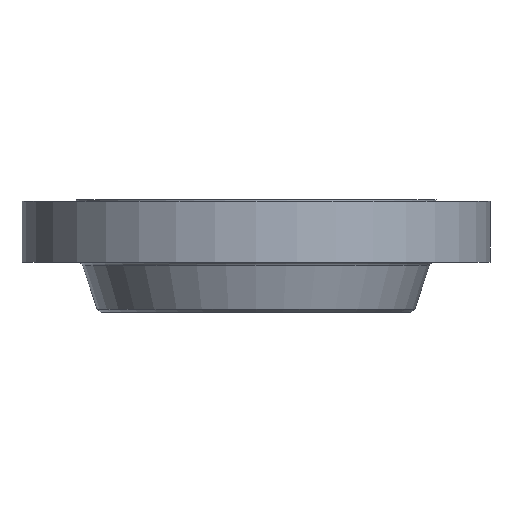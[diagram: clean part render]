
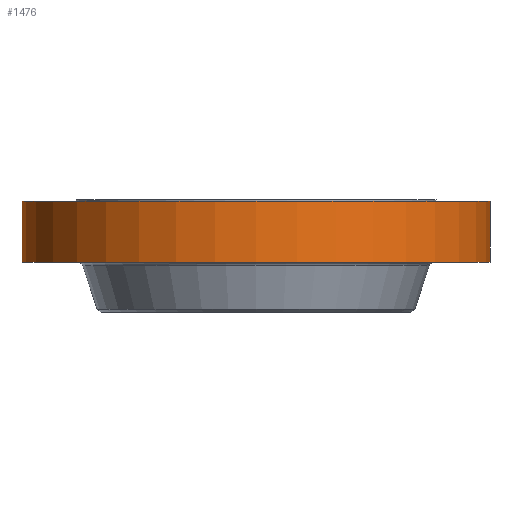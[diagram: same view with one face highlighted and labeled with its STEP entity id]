
A CAD part, front view. The second image highlights one B-rep face of the part: STEP entity #1476.
In plain terms, the highlighted cylindrical face has radius 866.775 mm (diameter 1733.55 mm), a partial arc.
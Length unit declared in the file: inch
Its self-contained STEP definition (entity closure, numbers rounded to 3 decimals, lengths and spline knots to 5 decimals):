
#8 = DIRECTION ( 'NONE',  ( 1., 0., 0. ) ) ;
#95 = ORIENTED_EDGE ( 'NONE', *, *, #604, .T. ) ;
#135 = VERTEX_POINT ( 'NONE', #1401 ) ;
#315 = FACE_OUTER_BOUND ( 'NONE', #463, .T. ) ;
#449 = AXIS2_PLACEMENT_3D ( 'NONE', #776, #1151, #1361 ) ;
#463 = EDGE_LOOP ( 'NONE', ( #1870, #95, #2251, #2095 ) ) ;
#604 = EDGE_CURVE ( 'NONE', #135, #2246, #1077, .T. ) ;
#653 = CARTESIAN_POINT ( 'NONE',  ( 0., 0., 0. ) ) ;
#662 = AXIS2_PLACEMENT_3D ( 'NONE', #653, #1139, #1524 ) ;
#675 = EDGE_CURVE ( 'NONE', #953, #687, #1344, .T. ) ;
#687 = VERTEX_POINT ( 'NONE', #1506 ) ;
#717 = DIRECTION ( 'NONE',  ( 0., 0., 1. ) ) ;
#746 = EDGE_CURVE ( 'NONE', #135, #953, #1896, .T. ) ;
#762 = DIRECTION ( 'NONE',  ( 0., 0., 1. ) ) ;
#776 = CARTESIAN_POINT ( 'NONE',  ( 0., 0., -0.25 ) ) ;
#817 = LINE ( 'NONE', #1556, #2276 ) ;
#953 = VERTEX_POINT ( 'NONE', #1206 ) ;
#996 = CARTESIAN_POINT ( 'NONE',  ( -34.125, 0., 0. ) ) ;
#1077 = CIRCLE ( 'NONE', #1497, 34.125 ) ;
#1139 = DIRECTION ( 'NONE',  ( 0., 0., 1. ) ) ;
#1151 = DIRECTION ( 'NONE',  ( 0., 0., 1. ) ) ;
#1206 = CARTESIAN_POINT ( 'NONE',  ( -34.125, 0., -0.25 ) ) ;
#1304 = CARTESIAN_POINT ( 'NONE',  ( 34.125, 0., -9.125 ) ) ;
#1344 = CIRCLE ( 'NONE', #449, 34.125 ) ;
#1361 = DIRECTION ( 'NONE',  ( 1., 0., 0. ) ) ;
#1401 = CARTESIAN_POINT ( 'NONE',  ( -34.125, 0., -9.125 ) ) ;
#1476 = ADVANCED_FACE ( 'NONE', ( #315 ), #2262, .T. ) ;
#1497 = AXIS2_PLACEMENT_3D ( 'NONE', #2068, #1892, #8 ) ;
#1506 = CARTESIAN_POINT ( 'NONE',  ( 34.125, 0., -0.25 ) ) ;
#1524 = DIRECTION ( 'NONE',  ( 1., 0., 0. ) ) ;
#1556 = CARTESIAN_POINT ( 'NONE',  ( 34.125, 0., 0. ) ) ;
#1648 = VECTOR ( 'NONE', #762, 39.37008 ) ;
#1728 = EDGE_CURVE ( 'NONE', #2246, #687, #817, .T. ) ;
#1870 = ORIENTED_EDGE ( 'NONE', *, *, #746, .F. ) ;
#1892 = DIRECTION ( 'NONE',  ( 0., 0., 1. ) ) ;
#1896 = LINE ( 'NONE', #996, #1648 ) ;
#2068 = CARTESIAN_POINT ( 'NONE',  ( 0., 0., -9.125 ) ) ;
#2095 = ORIENTED_EDGE ( 'NONE', *, *, #675, .F. ) ;
#2246 = VERTEX_POINT ( 'NONE', #1304 ) ;
#2251 = ORIENTED_EDGE ( 'NONE', *, *, #1728, .T. ) ;
#2262 = CYLINDRICAL_SURFACE ( 'NONE', #662, 34.125 ) ;
#2276 = VECTOR ( 'NONE', #717, 39.37008 ) ;
